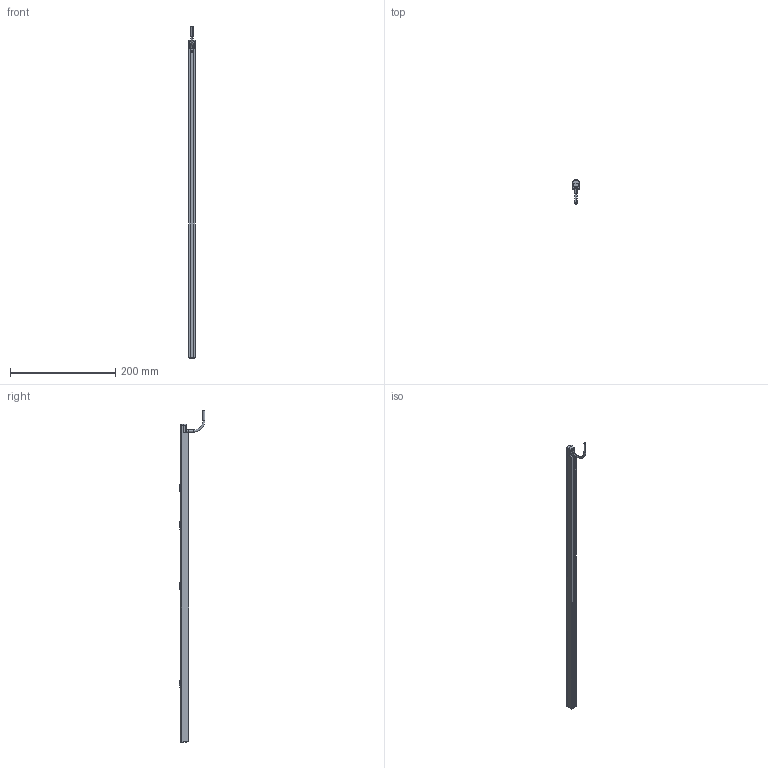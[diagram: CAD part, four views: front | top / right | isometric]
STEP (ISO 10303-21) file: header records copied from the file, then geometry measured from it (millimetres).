
FILE_DESCRIPTION((''),'2;1');
FILE_NAME('229379_SM01_ASM','2022-05-23T14:36:44',('PDMAdmin'),('BANNER ENGINEERING'),'CREO PARAMETRIC BY PTC INC, 2019292','CREO PARAMETRIC BY PTC INC, 2019292','');
FILE_SCHEMA(('CONFIG_CONTROL_DESIGN'));
Products named in the file (3): 229379_EP01; TTR_WEB_CABLE_SNUB; 229379_SM01_ASM
Assembly tree (2 placements, depth 2):
  229379_SM01_ASM
    229379_EP01
    TTR_WEB_CABLE_SNUB
Bounding box: 12 x 49.1 x 631.15 mm (x, y, z)
Volume: 97391 mm3; surface area: 43662.5 mm2
Topology: 2 solids, 2 shells, 787 faces, 2111 edges, 1296 vertices
Faces by surface type: bspline 286, plane 247, cylinder 145, cone 53, torus 18, sphere 18, revolution 12, extrusion 8
Entity records: 51105 total; most frequent: CARTESIAN_POINT 34203, ORIENTED_EDGE 4194, DIRECTION 2548, EDGE_CURVE 2097, VERTEX_POINT 1296, B_SPLINE_CURVE_WITH_KNOTS 977, AXIS2_PLACEMENT_3D 902, EDGE_LOOP 809
